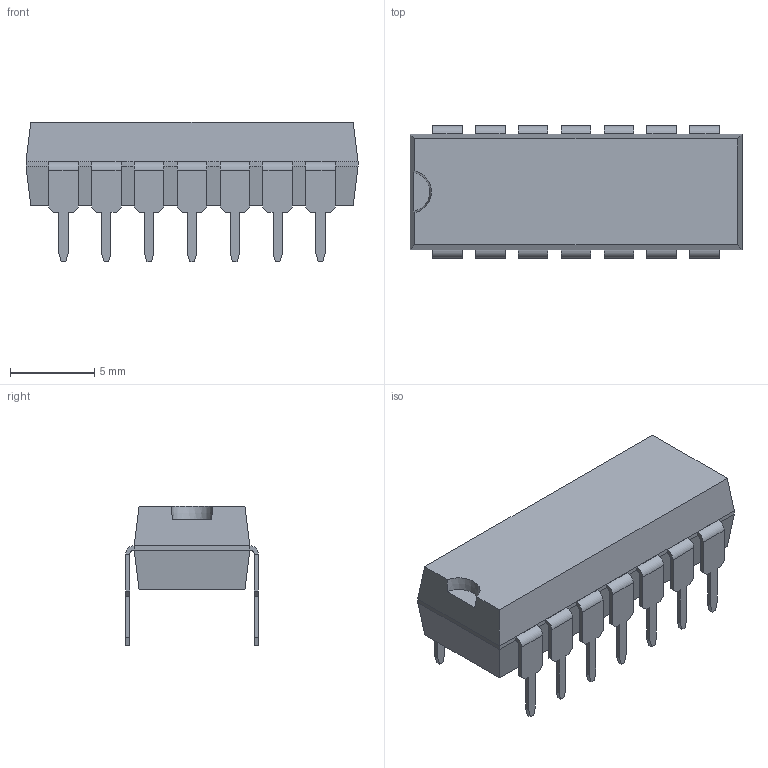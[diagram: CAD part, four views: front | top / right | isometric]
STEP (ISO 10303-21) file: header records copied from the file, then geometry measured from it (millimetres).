
FILE_DESCRIPTION(('STEP AP214'), '1');
FILE_NAME('MS-001AA', '', ('UNSPECIFIED'), ('UNSPECIFIED'), 'ASCON STEP Converter 1.3', 'ASCON Math Kernel', '');
FILE_SCHEMA(('AUTOMOTIVE_DESIGN { 1 0 10303 214 3 1 1}'));
Length unit declared in the file: millimetre
Bounding box: 19.69 x 7.87 x 8.28 mm (x, y, z)
Volume: 656.3 mm3; surface area: 757.8 mm2
Topology: 15 solids, 15 shells, 324 faces, 762 edges, 468 vertices
Faces by surface type: plane 295, cylinder 28, cone 1
Entity records: 11836 total; most frequent: CARTESIAN_POINT 1563, ORIENTED_EDGE 1524, DIRECTION 1468, EDGE_CURVE 762, LINE 702, VECTOR 702, VERTEX_POINT 468, AXIS2_PLACEMENT_3D 383
